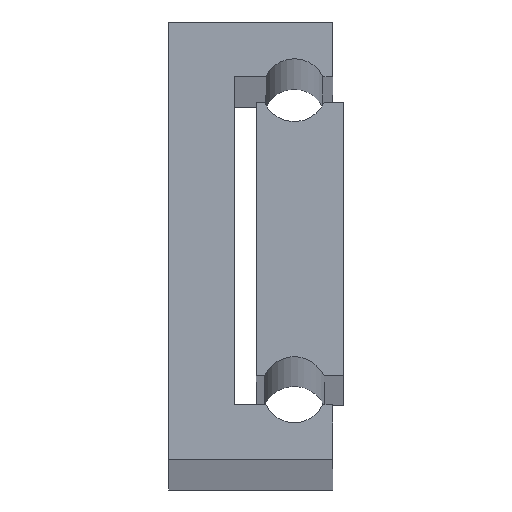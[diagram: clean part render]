
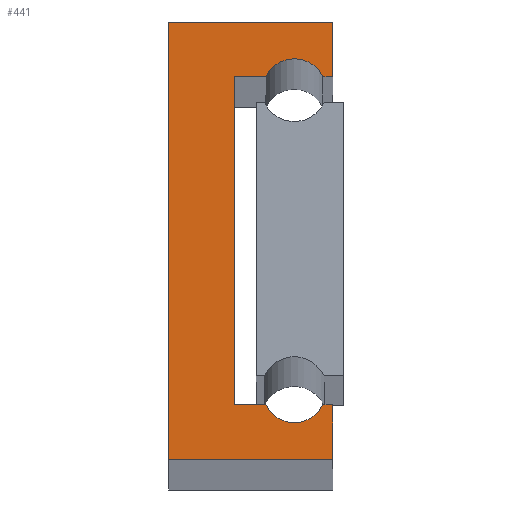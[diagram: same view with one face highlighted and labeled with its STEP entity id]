
A CAD part, top view. The second image highlights one B-rep face of the part: STEP entity #441.
In plain terms, the highlighted planar face has unit normal (0, 0, 1).
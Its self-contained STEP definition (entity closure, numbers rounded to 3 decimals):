
#6 = CARTESIAN_POINT ( 'NONE',  ( 6., 5., 800. ) ) ;
#8 = ORIENTED_EDGE ( 'NONE', *, *, #920, .T. ) ;
#15 = EDGE_CURVE ( 'NONE', #372, #1212, #1421, .T. ) ;
#23 = DIRECTION ( 'NONE',  ( 0., 0., -1. ) ) ;
#26 = CARTESIAN_POINT ( 'NONE',  ( 8.895, 35., 800. ) ) ;
#40 = VECTOR ( 'NONE', #65, 1000. ) ;
#49 = VECTOR ( 'NONE', #1029, 1000. ) ;
#53 = ORIENTED_EDGE ( 'NONE', *, *, #1035, .T. ) ;
#62 = EDGE_CURVE ( 'NONE', #574, #281, #1330, .T. ) ;
#65 = DIRECTION ( 'NONE',  ( 1., 0., 0. ) ) ;
#118 = ORIENTED_EDGE ( 'NONE', *, *, #792, .T. ) ;
#127 = ORIENTED_EDGE ( 'NONE', *, *, #1435, .T. ) ;
#172 = CARTESIAN_POINT ( 'NONE',  ( 15., 0., 800. ) ) ;
#177 = EDGE_CURVE ( 'NONE', #1080, #948, #552, .T. ) ;
#181 = VECTOR ( 'NONE', #1480, 1000. ) ;
#220 = ORIENTED_EDGE ( 'NONE', *, *, #15, .T. ) ;
#231 = ORIENTED_EDGE ( 'NONE', *, *, #1507, .T. ) ;
#261 = CARTESIAN_POINT ( 'NONE',  ( 0., 0., 800. ) ) ;
#280 = LINE ( 'NONE', #1792, #711 ) ;
#281 = VERTEX_POINT ( 'NONE', #1540 ) ;
#293 = DIRECTION ( 'NONE',  ( -1., 0., 0. ) ) ;
#372 = VERTEX_POINT ( 'NONE', #1604 ) ;
#373 = VECTOR ( 'NONE', #1409, 1000. ) ;
#385 = LINE ( 'NONE', #1462, #181 ) ;
#392 = DIRECTION ( 'NONE',  ( -1., 0., 0. ) ) ;
#411 = FACE_OUTER_BOUND ( 'NONE', #1581, .T. ) ;
#441 = ADVANCED_FACE ( 'NONE', ( #411 ), #543, .F. ) ;
#513 = LINE ( 'NONE', #172, #961 ) ;
#522 = CARTESIAN_POINT ( 'NONE',  ( 15., 0., 800. ) ) ;
#541 = LINE ( 'NONE', #1776, #655 ) ;
#543 = PLANE ( 'NONE',  #1114 ) ;
#552 = LINE ( 'NONE', #872, #917 ) ;
#571 = DIRECTION ( 'NONE',  ( 1., 0., 0. ) ) ;
#574 = VERTEX_POINT ( 'NONE', #1345 ) ;
#594 = DIRECTION ( 'NONE',  ( -1., 0., 0. ) ) ;
#611 = CARTESIAN_POINT ( 'NONE',  ( 11.5, 33.75, 800. ) ) ;
#655 = VECTOR ( 'NONE', #392, 1000. ) ;
#711 = VECTOR ( 'NONE', #1667, 1000. ) ;
#741 = LINE ( 'NONE', #1220, #1491 ) ;
#776 = ORIENTED_EDGE ( 'NONE', *, *, #962, .T. ) ;
#792 = EDGE_CURVE ( 'NONE', #1923, #1828, #1284, .T. ) ;
#813 = EDGE_CURVE ( 'NONE', #948, #1170, #513, .T. ) ;
#824 = ORIENTED_EDGE ( 'NONE', *, *, #62, .T. ) ;
#872 = CARTESIAN_POINT ( 'NONE',  ( 0., 0., 800. ) ) ;
#899 = ORIENTED_EDGE ( 'NONE', *, *, #1163, .T. ) ;
#917 = VECTOR ( 'NONE', #1326, 1000. ) ;
#920 = EDGE_CURVE ( 'NONE', #1828, #1240, #385, .T. ) ;
#937 = CARTESIAN_POINT ( 'NONE',  ( 15., 40., 800. ) ) ;
#948 = VERTEX_POINT ( 'NONE', #522 ) ;
#961 = VECTOR ( 'NONE', #1266, 1000. ) ;
#962 = EDGE_CURVE ( 'NONE', #1240, #1080, #1645, .T. ) ;
#964 = DIRECTION ( 'NONE',  ( 0., 0., -1. ) ) ;
#1006 = CARTESIAN_POINT ( 'NONE',  ( 15., 35., 800. ) ) ;
#1016 = ORIENTED_EDGE ( 'NONE', *, *, #177, .T. ) ;
#1029 = DIRECTION ( 'NONE',  ( 0., -1., 0. ) ) ;
#1035 = EDGE_CURVE ( 'NONE', #281, #1722, #541, .T. ) ;
#1038 = CARTESIAN_POINT ( 'NONE',  ( 11.5, 33.75, 800. ) ) ;
#1080 = VERTEX_POINT ( 'NONE', #1700 ) ;
#1095 = CARTESIAN_POINT ( 'NONE',  ( 0., 40., 800. ) ) ;
#1114 = AXIS2_PLACEMENT_3D ( 'NONE', #1038, #1482, #1307 ) ;
#1150 = CARTESIAN_POINT ( 'NONE',  ( 11.5, 6.25, 800. ) ) ;
#1163 = EDGE_CURVE ( 'NONE', #1170, #574, #741, .T. ) ;
#1170 = VERTEX_POINT ( 'NONE', #1822 ) ;
#1212 = VERTEX_POINT ( 'NONE', #26 ) ;
#1220 = CARTESIAN_POINT ( 'NONE',  ( 15., 5., 800. ) ) ;
#1240 = VERTEX_POINT ( 'NONE', #1095 ) ;
#1246 = CIRCLE ( 'NONE', #1500, 2.89 ) ;
#1261 = ORIENTED_EDGE ( 'NONE', *, *, #813, .T. ) ;
#1266 = DIRECTION ( 'NONE',  ( 0., 1., 0. ) ) ;
#1284 = LINE ( 'NONE', #1748, #373 ) ;
#1307 = DIRECTION ( 'NONE',  ( -1., 0., 0. ) ) ;
#1326 = DIRECTION ( 'NONE',  ( 1., 0., 0. ) ) ;
#1330 = CIRCLE ( 'NONE', #1594, 2.89 ) ;
#1345 = CARTESIAN_POINT ( 'NONE',  ( 14.105, 5., 800. ) ) ;
#1347 = EDGE_CURVE ( 'NONE', #1722, #372, #280, .T. ) ;
#1409 = DIRECTION ( 'NONE',  ( 0., 1., 0. ) ) ;
#1421 = LINE ( 'NONE', #1729, #40 ) ;
#1435 = EDGE_CURVE ( 'NONE', #1621, #1923, #1950, .T. ) ;
#1462 = CARTESIAN_POINT ( 'NONE',  ( 0., 40., 800. ) ) ;
#1480 = DIRECTION ( 'NONE',  ( -1., 0., 0. ) ) ;
#1482 = DIRECTION ( 'NONE',  ( 0., 0., -1. ) ) ;
#1484 = DIRECTION ( 'NONE',  ( 1., 0., 0. ) ) ;
#1491 = VECTOR ( 'NONE', #293, 1000. ) ;
#1500 = AXIS2_PLACEMENT_3D ( 'NONE', #611, #23, #594 ) ;
#1507 = EDGE_CURVE ( 'NONE', #1212, #1621, #1246, .T. ) ;
#1540 = CARTESIAN_POINT ( 'NONE',  ( 8.895, 5., 800. ) ) ;
#1581 = EDGE_LOOP ( 'NONE', ( #776, #1016, #1261, #899, #824, #53, #1592, #220, #231, #127, #118, #8 ) ) ;
#1592 = ORIENTED_EDGE ( 'NONE', *, *, #1347, .T. ) ;
#1594 = AXIS2_PLACEMENT_3D ( 'NONE', #1150, #964, #1484 ) ;
#1604 = CARTESIAN_POINT ( 'NONE',  ( 6., 35., 800. ) ) ;
#1621 = VERTEX_POINT ( 'NONE', #1706 ) ;
#1629 = VECTOR ( 'NONE', #571, 1000. ) ;
#1632 = CARTESIAN_POINT ( 'NONE',  ( 15., 35., 800. ) ) ;
#1645 = LINE ( 'NONE', #261, #49 ) ;
#1667 = DIRECTION ( 'NONE',  ( 0., 1., 0. ) ) ;
#1700 = CARTESIAN_POINT ( 'NONE',  ( 0., 0., 800. ) ) ;
#1706 = CARTESIAN_POINT ( 'NONE',  ( 14.105, 35., 800. ) ) ;
#1722 = VERTEX_POINT ( 'NONE', #6 ) ;
#1729 = CARTESIAN_POINT ( 'NONE',  ( 8.895, 35., 800. ) ) ;
#1748 = CARTESIAN_POINT ( 'NONE',  ( 15., 40., 800. ) ) ;
#1776 = CARTESIAN_POINT ( 'NONE',  ( 8.895, 5., 800. ) ) ;
#1792 = CARTESIAN_POINT ( 'NONE',  ( 6., 5., 800. ) ) ;
#1822 = CARTESIAN_POINT ( 'NONE',  ( 15., 5., 800. ) ) ;
#1828 = VERTEX_POINT ( 'NONE', #937 ) ;
#1923 = VERTEX_POINT ( 'NONE', #1006 ) ;
#1950 = LINE ( 'NONE', #1632, #1629 ) ;
